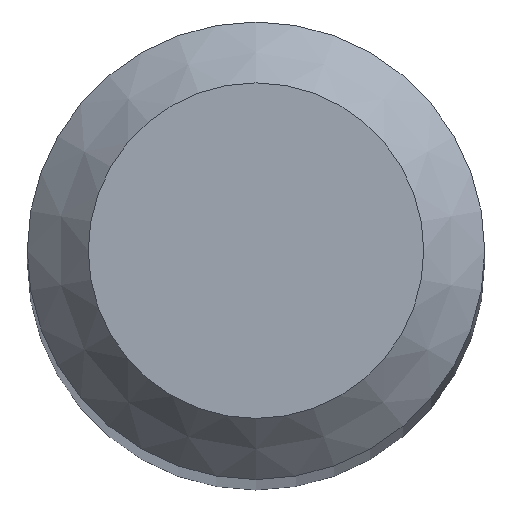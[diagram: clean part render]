
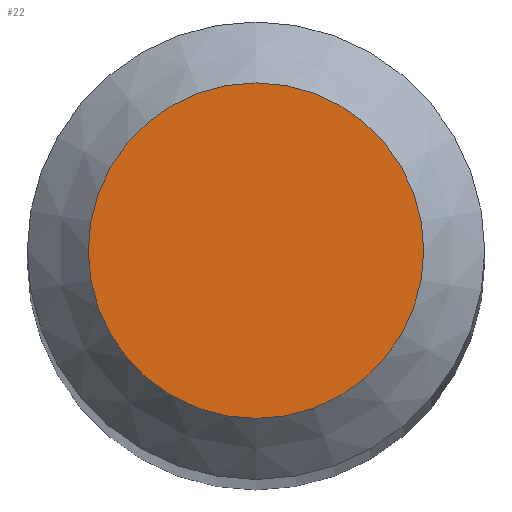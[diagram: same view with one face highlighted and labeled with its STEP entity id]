
A CAD part, top view. The second image highlights one B-rep face of the part: STEP entity #22.
In plain terms, the highlighted planar face has unit normal (0, 0, 1).
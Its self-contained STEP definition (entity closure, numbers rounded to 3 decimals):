
#14 = EDGE_LOOP ( 'NONE', ( #165 ) ) ;
#22 = ADVANCED_FACE ( 'NONE', ( #31 ), #68, .F. ) ;
#27 = DIRECTION ( 'NONE',  ( 0., 0., -1. ) ) ;
#28 = AXIS2_PLACEMENT_3D ( 'NONE', #181, #114, #143 ) ;
#31 = FACE_OUTER_BOUND ( 'NONE', #14, .T. ) ;
#68 = PLANE ( 'NONE',  #123 ) ;
#114 = DIRECTION ( 'NONE',  ( 0., 0., -1. ) ) ;
#123 = AXIS2_PLACEMENT_3D ( 'NONE', #190, #27, #154 ) ;
#143 = DIRECTION ( 'NONE',  ( 0., 1., 0. ) ) ;
#154 = DIRECTION ( 'NONE',  ( 0., 1., 0. ) ) ;
#162 = CIRCLE ( 'NONE', #28, 0.55 ) ;
#164 = CARTESIAN_POINT ( 'NONE',  ( 0., 0.55, 30. ) ) ;
#165 = ORIENTED_EDGE ( 'NONE', *, *, #215, .F. ) ;
#181 = CARTESIAN_POINT ( 'NONE',  ( 0., 0., 30. ) ) ;
#190 = CARTESIAN_POINT ( 'NONE',  ( 0., 0., 30. ) ) ;
#209 = VERTEX_POINT ( 'NONE', #164 ) ;
#215 = EDGE_CURVE ( 'NONE', #209, #209, #162, .T. ) ;
